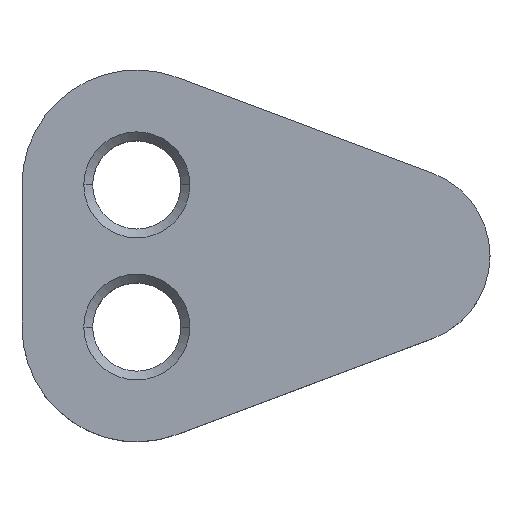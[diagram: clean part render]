
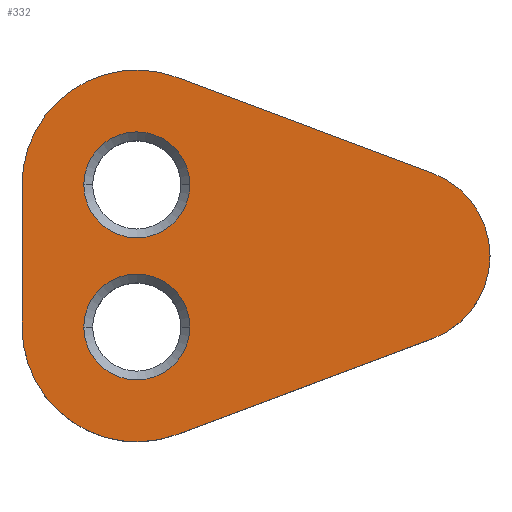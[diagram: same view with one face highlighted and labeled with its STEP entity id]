
A CAD part, top view. The second image highlights one B-rep face of the part: STEP entity #332.
In plain terms, the highlighted planar face has unit normal (0, 0, 1).
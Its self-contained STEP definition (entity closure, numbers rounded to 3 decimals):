
#1 = FACE_OUTER_BOUND ( 'NONE', #862, .T. ) ;
#4 = CARTESIAN_POINT ( 'NONE',  ( 4.566, 20.222, 5. ) ) ;
#5 = CIRCLE ( 'NONE', #249, 6. ) ;
#72 = CARTESIAN_POINT ( 'NONE',  ( 0., 8.05, 5. ) ) ;
#73 = DIRECTION ( 'NONE',  ( 0., 0., -1. ) ) ;
#76 = DIRECTION ( 'NONE',  ( -1., 0., 0. ) ) ;
#92 = LINE ( 'NONE', #148, #287 ) ;
#97 = VERTEX_POINT ( 'NONE', #411 ) ;
#100 = VERTEX_POINT ( 'NONE', #171 ) ;
#112 = CARTESIAN_POINT ( 'NONE',  ( 0., 8.05, 5. ) ) ;
#113 = CARTESIAN_POINT ( 'NONE',  ( 4.566, 20.222, 5. ) ) ;
#148 = CARTESIAN_POINT ( 'NONE',  ( -13., -8.05, 5. ) ) ;
#156 = DIRECTION ( 'NONE',  ( -1., 0., 0. ) ) ;
#163 = CARTESIAN_POINT ( 'NONE',  ( 33.512, 9.363, 5. ) ) ;
#171 = CARTESIAN_POINT ( 'NONE',  ( -13., -8.05, 5. ) ) ;
#185 = CIRCLE ( 'NONE', #686, 13. ) ;
#195 = CARTESIAN_POINT ( 'NONE',  ( 6., 8.05, 5. ) ) ;
#232 = VECTOR ( 'NONE', #450, 1000. ) ;
#236 = AXIS2_PLACEMENT_3D ( 'NONE', #892, #897, #953 ) ;
#240 = PLANE ( 'NONE',  #334 ) ;
#244 = DIRECTION ( 'NONE',  ( 0., 0., -1. ) ) ;
#249 = AXIS2_PLACEMENT_3D ( 'NONE', #112, #506, #432 ) ;
#262 = VERTEX_POINT ( 'NONE', #163 ) ;
#264 = AXIS2_PLACEMENT_3D ( 'NONE', #439, #839, #350 ) ;
#287 = VECTOR ( 'NONE', #707, 1000. ) ;
#289 = CARTESIAN_POINT ( 'NONE',  ( 33.512, -9.363, 5. ) ) ;
#305 = CARTESIAN_POINT ( 'NONE',  ( 0., -8.05, 5. ) ) ;
#314 = AXIS2_PLACEMENT_3D ( 'NONE', #824, #342, #661 ) ;
#317 = DIRECTION ( 'NONE',  ( 0., 0., -1. ) ) ;
#332 = ADVANCED_FACE ( 'NONE', ( #388, #765, #1 ), #240, .F. ) ;
#334 = AXIS2_PLACEMENT_3D ( 'NONE', #872, #244, #156 ) ;
#342 = DIRECTION ( 'NONE',  ( 0., 0., -1. ) ) ;
#343 = EDGE_LOOP ( 'NONE', ( #641, #611 ) ) ;
#347 = DIRECTION ( 'NONE',  ( 0.936, -0.351, 0. ) ) ;
#350 = DIRECTION ( 'NONE',  ( -1., 0., 0. ) ) ;
#355 = DIRECTION ( 'NONE',  ( -1., 0., 0. ) ) ;
#377 = EDGE_LOOP ( 'NONE', ( #666, #714 ) ) ;
#388 = FACE_BOUND ( 'NONE', #343, .T. ) ;
#406 = CARTESIAN_POINT ( 'NONE',  ( 0., 8.05, 5. ) ) ;
#411 = CARTESIAN_POINT ( 'NONE',  ( 33.512, -9.363, 5. ) ) ;
#423 = LINE ( 'NONE', #113, #795 ) ;
#432 = DIRECTION ( 'NONE',  ( -1., 0., 0. ) ) ;
#439 = CARTESIAN_POINT ( 'NONE',  ( 30., 0., 5. ) ) ;
#441 = EDGE_CURVE ( 'NONE', #100, #608, #92, .T. ) ;
#445 = LINE ( 'NONE', #289, #232 ) ;
#450 = DIRECTION ( 'NONE',  ( -0.936, -0.351, 0. ) ) ;
#455 = EDGE_CURVE ( 'NONE', #856, #100, #496, .T. ) ;
#477 = EDGE_CURVE ( 'NONE', #97, #856, #445, .T. ) ;
#491 = DIRECTION ( 'NONE',  ( 0., 0., -1. ) ) ;
#492 = VERTEX_POINT ( 'NONE', #4 ) ;
#494 = EDGE_CURVE ( 'NONE', #262, #97, #825, .T. ) ;
#496 = CIRCLE ( 'NONE', #314, 13. ) ;
#506 = DIRECTION ( 'NONE',  ( 0., 0., -1. ) ) ;
#510 = EDGE_CURVE ( 'NONE', #492, #262, #423, .T. ) ;
#514 = VERTEX_POINT ( 'NONE', #195 ) ;
#516 = EDGE_CURVE ( 'NONE', #622, #514, #5, .T. ) ;
#523 = EDGE_CURVE ( 'NONE', #901, #871, #583, .T. ) ;
#543 = DIRECTION ( 'NONE',  ( -1., 0., 0. ) ) ;
#583 = CIRCLE ( 'NONE', #236, 6. ) ;
#608 = VERTEX_POINT ( 'NONE', #854 ) ;
#611 = ORIENTED_EDGE ( 'NONE', *, *, #516, .T. ) ;
#617 = CARTESIAN_POINT ( 'NONE',  ( -6., 8.05, 5. ) ) ;
#622 = VERTEX_POINT ( 'NONE', #617 ) ;
#641 = ORIENTED_EDGE ( 'NONE', *, *, #708, .T. ) ;
#661 = DIRECTION ( 'NONE',  ( -1., 0., 0. ) ) ;
#666 = ORIENTED_EDGE ( 'NONE', *, *, #743, .T. ) ;
#679 = CIRCLE ( 'NONE', #799, 6. ) ;
#683 = ORIENTED_EDGE ( 'NONE', *, *, #830, .F. ) ;
#686 = AXIS2_PLACEMENT_3D ( 'NONE', #406, #491, #543 ) ;
#696 = CARTESIAN_POINT ( 'NONE',  ( 6., -8.05, 5. ) ) ;
#707 = DIRECTION ( 'NONE',  ( 0., 1., 0. ) ) ;
#708 = EDGE_CURVE ( 'NONE', #514, #622, #755, .T. ) ;
#714 = ORIENTED_EDGE ( 'NONE', *, *, #523, .T. ) ;
#726 = ORIENTED_EDGE ( 'NONE', *, *, #441, .F. ) ;
#743 = EDGE_CURVE ( 'NONE', #871, #901, #679, .T. ) ;
#755 = CIRCLE ( 'NONE', #882, 6. ) ;
#765 = FACE_BOUND ( 'NONE', #377, .T. ) ;
#795 = VECTOR ( 'NONE', #347, 1000. ) ;
#799 = AXIS2_PLACEMENT_3D ( 'NONE', #305, #317, #355 ) ;
#802 = ORIENTED_EDGE ( 'NONE', *, *, #477, .F. ) ;
#808 = CARTESIAN_POINT ( 'NONE',  ( 4.566, -20.222, 5. ) ) ;
#824 = CARTESIAN_POINT ( 'NONE',  ( 0., -8.05, 5. ) ) ;
#825 = CIRCLE ( 'NONE', #264, 10. ) ;
#830 = EDGE_CURVE ( 'NONE', #608, #492, #185, .T. ) ;
#831 = ORIENTED_EDGE ( 'NONE', *, *, #455, .F. ) ;
#839 = DIRECTION ( 'NONE',  ( 0., 0., -1. ) ) ;
#854 = CARTESIAN_POINT ( 'NONE',  ( -13., 8.05, 5. ) ) ;
#856 = VERTEX_POINT ( 'NONE', #808 ) ;
#862 = EDGE_LOOP ( 'NONE', ( #683, #726, #831, #802, #869, #877 ) ) ;
#869 = ORIENTED_EDGE ( 'NONE', *, *, #494, .F. ) ;
#871 = VERTEX_POINT ( 'NONE', #696 ) ;
#872 = CARTESIAN_POINT ( 'NONE',  ( 0., 8.05, 5. ) ) ;
#877 = ORIENTED_EDGE ( 'NONE', *, *, #510, .F. ) ;
#879 = CARTESIAN_POINT ( 'NONE',  ( -6., -8.05, 5. ) ) ;
#882 = AXIS2_PLACEMENT_3D ( 'NONE', #72, #73, #76 ) ;
#892 = CARTESIAN_POINT ( 'NONE',  ( 0., -8.05, 5. ) ) ;
#897 = DIRECTION ( 'NONE',  ( 0., 0., -1. ) ) ;
#901 = VERTEX_POINT ( 'NONE', #879 ) ;
#953 = DIRECTION ( 'NONE',  ( -1., 0., 0. ) ) ;
